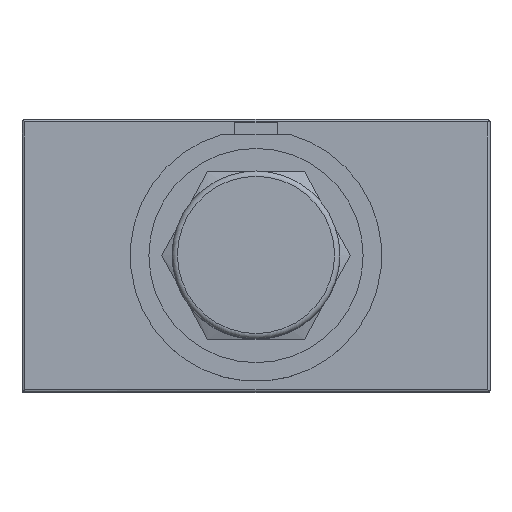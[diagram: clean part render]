
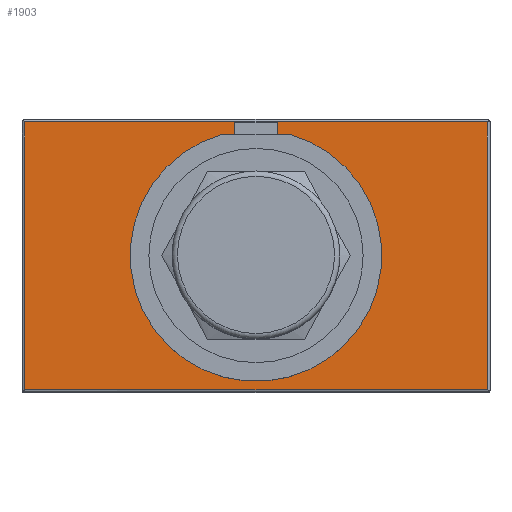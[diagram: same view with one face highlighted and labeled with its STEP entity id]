
A CAD part, top view. The second image highlights one B-rep face of the part: STEP entity #1903.
In plain terms, the highlighted face is planar.
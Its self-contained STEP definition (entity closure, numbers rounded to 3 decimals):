
#1745 = VERTEX_POINT('',#1746);
#1746 = CARTESIAN_POINT('',(-11.024,0.254,-6.375));
#1753 = EDGE_CURVE('',#1754,#1745,#1756,.T.);
#1754 = VERTEX_POINT('',#1755);
#1755 = CARTESIAN_POINT('',(11.024,0.254,-6.375));
#1756 = LINE('',#1757,#1758);
#1757 = CARTESIAN_POINT('',(12.7,0.254,-6.375));
#1758 = VECTOR('',#1759,1.);
#1759 = DIRECTION('',(-1.,-0.,-0.));
#1788 = VERTEX_POINT('',#1789);
#1789 = CARTESIAN_POINT('',(11.024,0.254,6.375));
#1796 = EDGE_CURVE('',#1788,#1797,#1799,.T.);
#1797 = VERTEX_POINT('',#1798);
#1798 = CARTESIAN_POINT('',(-11.024,0.254,6.375));
#1799 = LINE('',#1800,#1801);
#1800 = CARTESIAN_POINT('',(12.7,0.254,6.375));
#1801 = VECTOR('',#1802,1.);
#1802 = DIRECTION('',(-1.,-0.,-0.));
#1844 = EDGE_CURVE('',#1797,#1745,#1845,.T.);
#1845 = LINE('',#1846,#1847);
#1846 = CARTESIAN_POINT('',(-11.024,0.254,12.7));
#1847 = VECTOR('',#1848,1.);
#1848 = DIRECTION('',(-0.,-0.,-1.));
#1867 = EDGE_CURVE('',#1788,#1754,#1868,.T.);
#1868 = LINE('',#1869,#1870);
#1869 = CARTESIAN_POINT('',(11.024,0.254,12.7));
#1870 = VECTOR('',#1871,1.);
#1871 = DIRECTION('',(-0.,-0.,-1.));
#1903 = ADVANCED_FACE('',(#1904),#1910,.T.);
#1904 = FACE_BOUND('',#1905,.T.);
#1905 = EDGE_LOOP('',(#1906,#1907,#1908,#1909));
#1906 = ORIENTED_EDGE('',*,*,#1844,.F.);
#1907 = ORIENTED_EDGE('',*,*,#1796,.F.);
#1908 = ORIENTED_EDGE('',*,*,#1867,.T.);
#1909 = ORIENTED_EDGE('',*,*,#1753,.T.);
#1910 = PLANE('',#1911);
#1911 = AXIS2_PLACEMENT_3D('',#1912,#1913,#1914);
#1912 = CARTESIAN_POINT('',(-11.024,0.254,6.375));
#1913 = DIRECTION('',(0.,1.,0.));
#1914 = DIRECTION('',(0.,-0.,1.));
